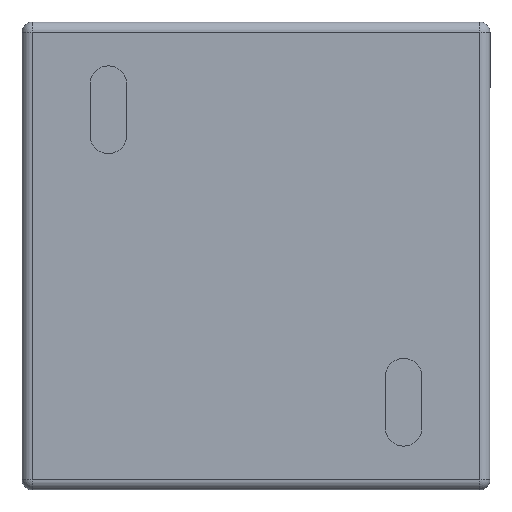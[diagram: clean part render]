
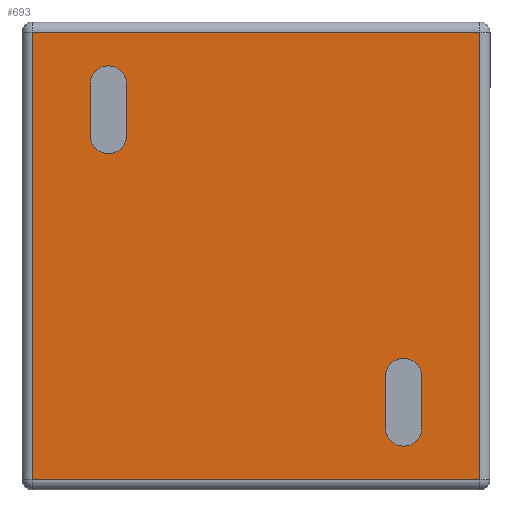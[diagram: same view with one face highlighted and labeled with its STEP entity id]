
A CAD part, front view. The second image highlights one B-rep face of the part: STEP entity #693.
In plain terms, the highlighted planar face has unit normal (0, -1, 0).
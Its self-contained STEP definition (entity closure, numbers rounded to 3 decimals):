
#19 = CARTESIAN_POINT ( 'NONE',  ( 0., 0., -0.7 ) ) ;
#21 = LINE ( 'NONE', #30, #810 ) ;
#30 = CARTESIAN_POINT ( 'NONE',  ( 31.3, 0., 0. ) ) ;
#59 = VECTOR ( 'NONE', #83, 1000. ) ;
#83 = DIRECTION ( 'NONE',  ( 0., 0., -1. ) ) ;
#162 = VERTEX_POINT ( 'NONE', #1194 ) ;
#199 = EDGE_CURVE ( 'NONE', #368, #162, #629, .T. ) ;
#239 = DIRECTION ( 'NONE',  ( 0., 0., -1. ) ) ;
#299 = DIRECTION ( 'NONE',  ( 1., 0., 0. ) ) ;
#341 = ORIENTED_EDGE ( 'NONE', *, *, #199, .T. ) ;
#368 = VERTEX_POINT ( 'NONE', #1225 ) ;
#415 = VECTOR ( 'NONE', #1069, 1000. ) ;
#499 = DIRECTION ( 'NONE',  ( 0., 0., 1. ) ) ;
#517 = ORIENTED_EDGE ( 'NONE', *, *, #1890, .T. ) ;
#544 = PLANE ( 'NONE',  #689 ) ;
#601 = CARTESIAN_POINT ( 'NONE',  ( 0.7, 0., -32. ) ) ;
#629 = LINE ( 'NONE', #1504, #1044 ) ;
#689 = AXIS2_PLACEMENT_3D ( 'NONE', #1007, #1614, #239 ) ;
#693 = ADVANCED_FACE ( 'NONE', ( #1911 ), #544, .T. ) ;
#810 = VECTOR ( 'NONE', #499, 1000. ) ;
#914 = LINE ( 'NONE', #19, #415 ) ;
#943 = ORIENTED_EDGE ( 'NONE', *, *, #1480, .T. ) ;
#1007 = CARTESIAN_POINT ( 'NONE',  ( 0., 0., 0. ) ) ;
#1044 = VECTOR ( 'NONE', #299, 1000. ) ;
#1069 = DIRECTION ( 'NONE',  ( -1., 0., 0. ) ) ;
#1076 = CARTESIAN_POINT ( 'NONE',  ( 31.3, 0., -0.7 ) ) ;
#1125 = VERTEX_POINT ( 'NONE', #1076 ) ;
#1139 = EDGE_CURVE ( 'NONE', #1125, #1649, #914, .T. ) ;
#1177 = EDGE_LOOP ( 'NONE', ( #1190, #943, #341, #517 ) ) ;
#1190 = ORIENTED_EDGE ( 'NONE', *, *, #1139, .T. ) ;
#1194 = CARTESIAN_POINT ( 'NONE',  ( 31.3, 0., -31.3 ) ) ;
#1225 = CARTESIAN_POINT ( 'NONE',  ( 0.7, 0., -31.3 ) ) ;
#1480 = EDGE_CURVE ( 'NONE', #1649, #368, #1603, .T. ) ;
#1504 = CARTESIAN_POINT ( 'NONE',  ( 32., 0., -31.3 ) ) ;
#1603 = LINE ( 'NONE', #601, #59 ) ;
#1614 = DIRECTION ( 'NONE',  ( 0., -1., 0. ) ) ;
#1649 = VERTEX_POINT ( 'NONE', #1811 ) ;
#1811 = CARTESIAN_POINT ( 'NONE',  ( 0.7, 0., -0.7 ) ) ;
#1890 = EDGE_CURVE ( 'NONE', #162, #1125, #21, .T. ) ;
#1911 = FACE_OUTER_BOUND ( 'NONE', #1177, .T. ) ;
